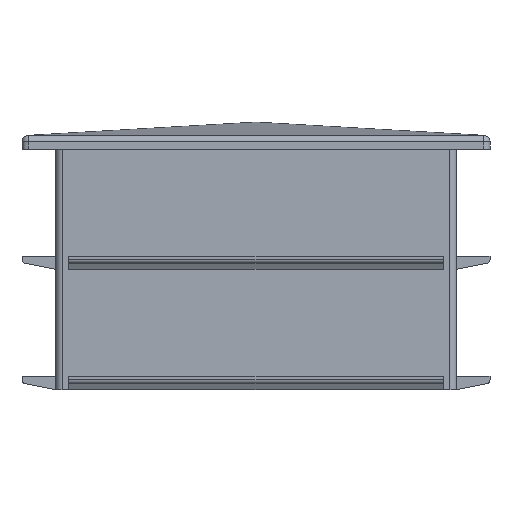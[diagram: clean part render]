
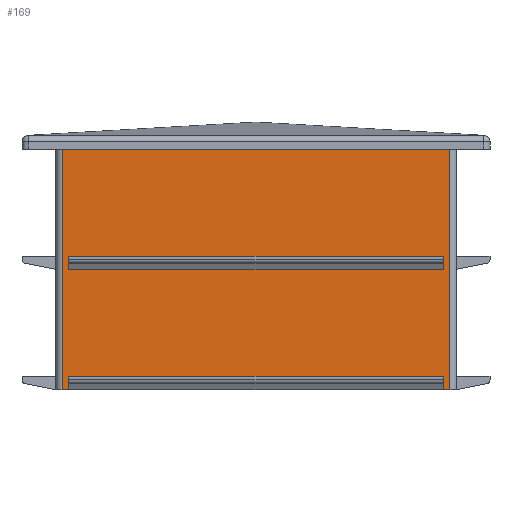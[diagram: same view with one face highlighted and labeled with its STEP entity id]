
A CAD part, front view. The second image highlights one B-rep face of the part: STEP entity #169.
In plain terms, the highlighted planar face has unit normal (0, -1, 0).
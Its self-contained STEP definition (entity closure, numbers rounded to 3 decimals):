
#169 = ADVANCED_FACE( '', ( #386, #387 ), #388, .F. );
#386 = FACE_BOUND( '', #647, .T. );
#387 = FACE_OUTER_BOUND( '', #648, .T. );
#388 = PLANE( '', #649 );
#647 = EDGE_LOOP( '', ( #1105, #1106, #1107, #1108 ) );
#648 = EDGE_LOOP( '', ( #1109, #1110, #1111, #1112, #1113, #1114, #1115, #1116 ) );
#649 = AXIS2_PLACEMENT_3D( '', #1117, #1118, #1119 );
#1105 = ORIENTED_EDGE( '', *, *, #1721, .F. );
#1106 = ORIENTED_EDGE( '', *, *, #1722, .F. );
#1107 = ORIENTED_EDGE( '', *, *, #1640, .T. );
#1108 = ORIENTED_EDGE( '', *, *, #1723, .T. );
#1109 = ORIENTED_EDGE( '', *, *, #1564, .F. );
#1110 = ORIENTED_EDGE( '', *, *, #1724, .F. );
#1111 = ORIENTED_EDGE( '', *, *, #1698, .F. );
#1112 = ORIENTED_EDGE( '', *, *, #1725, .T. );
#1113 = ORIENTED_EDGE( '', *, *, #1671, .T. );
#1114 = ORIENTED_EDGE( '', *, *, #1715, .T. );
#1115 = ORIENTED_EDGE( '', *, *, #1700, .F. );
#1116 = ORIENTED_EDGE( '', *, *, #1555, .T. );
#1117 = CARTESIAN_POINT( '', ( 15., -15., -18. ) );
#1118 = DIRECTION( '', ( 0., 1., 0. ) );
#1119 = DIRECTION( '', ( 0., 0., 1. ) );
#1555 = EDGE_CURVE( '', #1843, #1849, #1851, .T. );
#1564 = EDGE_CURVE( '', #1864, #1849, #1866, .T. );
#1640 = EDGE_CURVE( '', #1994, #1998, #2000, .T. );
#1671 = EDGE_CURVE( '', #2051, #2049, #2052, .T. );
#1698 = EDGE_CURVE( '', #2088, #2090, #2091, .T. );
#1700 = EDGE_CURVE( '', #1843, #2093, #2094, .T. );
#1715 = EDGE_CURVE( '', #2049, #2093, #2113, .F. );
#1721 = EDGE_CURVE( '', #2119, #2120, #2121, .T. );
#1722 = EDGE_CURVE( '', #1994, #2119, #2122, .T. );
#1723 = EDGE_CURVE( '', #1998, #2120, #2123, .T. );
#1724 = EDGE_CURVE( '', #2090, #1864, #2124, .T. );
#1725 = EDGE_CURVE( '', #2088, #2051, #2125, .T. );
#1843 = VERTEX_POINT( '', #2260 );
#1849 = VERTEX_POINT( '', #2268 );
#1851 = LINE( '', #2271, #2272 );
#1864 = VERTEX_POINT( '', #2288 );
#1866 = LINE( '', #2291, #2292 );
#1994 = VERTEX_POINT( '', #2472 );
#1998 = VERTEX_POINT( '', #2478 );
#2000 = LINE( '', #2481, #2482 );
#2049 = VERTEX_POINT( '', #2548 );
#2051 = VERTEX_POINT( '', #2550 );
#2052 = LINE( '', #2551, #2552 );
#2088 = VERTEX_POINT( '', #2599 );
#2090 = VERTEX_POINT( '', #2601 );
#2091 = LINE( '', #2602, #2603 );
#2093 = VERTEX_POINT( '', #2606 );
#2094 = LINE( '', #2607, #2608 );
#2113 = LINE( '', #2632, #2633 );
#2119 = VERTEX_POINT( '', #2642 );
#2120 = VERTEX_POINT( '', #2643 );
#2121 = LINE( '', #2644, #2645 );
#2122 = LINE( '', #2646, #2647 );
#2123 = LINE( '', #2648, #2649 );
#2124 = LINE( '', #2650, #2651 );
#2125 = LINE( '', #2652, #2653 );
#2260 = CARTESIAN_POINT( '', ( -14., -15., -18. ) );
#2268 = CARTESIAN_POINT( '', ( -14., -15., -17. ) );
#2271 = CARTESIAN_POINT( '', ( -14., -15., -18. ) );
#2272 = VECTOR( '', #2832, 1000. );
#2288 = CARTESIAN_POINT( '', ( 14., -15., -17. ) );
#2291 = CARTESIAN_POINT( '', ( 14., -15., -17. ) );
#2292 = VECTOR( '', #2843, 1000. );
#2472 = CARTESIAN_POINT( '', ( 14., -15., -9. ) );
#2478 = CARTESIAN_POINT( '', ( -14., -15., -9. ) );
#2481 = CARTESIAN_POINT( '', ( 14., -15., -9. ) );
#2482 = VECTOR( '', #2923, 1000. );
#2548 = CARTESIAN_POINT( '', ( -14.5, -15., 0. ) );
#2550 = CARTESIAN_POINT( '', ( 14.5, -15., 0. ) );
#2551 = CARTESIAN_POINT( '', ( 15., -15., 0. ) );
#2552 = VECTOR( '', #2962, 1000. );
#2599 = CARTESIAN_POINT( '', ( 14.5, -15., -18. ) );
#2601 = CARTESIAN_POINT( '', ( 14., -15., -18. ) );
#2602 = CARTESIAN_POINT( '', ( 15., -15., -18. ) );
#2603 = VECTOR( '', #3007, 1000. );
#2606 = CARTESIAN_POINT( '', ( -14.5, -15., -18. ) );
#2607 = CARTESIAN_POINT( '', ( 15., -15., -18. ) );
#2608 = VECTOR( '', #3009, 1000. );
#2632 = CARTESIAN_POINT( '', ( -14.5, -15., -18. ) );
#2633 = VECTOR( '', #3030, 1000. );
#2642 = CARTESIAN_POINT( '', ( 14., -15., -8. ) );
#2643 = CARTESIAN_POINT( '', ( -14., -15., -8. ) );
#2644 = CARTESIAN_POINT( '', ( 14., -15., -8. ) );
#2645 = VECTOR( '', #3034, 1000. );
#2646 = CARTESIAN_POINT( '', ( 14., -15., -9. ) );
#2647 = VECTOR( '', #3035, 1000. );
#2648 = CARTESIAN_POINT( '', ( -14., -15., -9. ) );
#2649 = VECTOR( '', #3036, 1000. );
#2650 = CARTESIAN_POINT( '', ( 14., -15., -18. ) );
#2651 = VECTOR( '', #3037, 1000. );
#2652 = CARTESIAN_POINT( '', ( 14.5, -15., -18. ) );
#2653 = VECTOR( '', #3038, 1000. );
#2832 = DIRECTION( '', ( 0., 0., 1. ) );
#2843 = DIRECTION( '', ( -1., 0., 0. ) );
#2923 = DIRECTION( '', ( -1., 0., 0. ) );
#2962 = DIRECTION( '', ( -1., 0., 0. ) );
#3007 = DIRECTION( '', ( -1., 0., 0. ) );
#3009 = DIRECTION( '', ( -1., 0., 0. ) );
#3030 = DIRECTION( '', ( 0., 0., 1. ) );
#3034 = DIRECTION( '', ( -1., 0., 0. ) );
#3035 = DIRECTION( '', ( 0., 0., 1. ) );
#3036 = DIRECTION( '', ( 0., 0., 1. ) );
#3037 = DIRECTION( '', ( 0., 0., 1. ) );
#3038 = DIRECTION( '', ( 0., 0., 1. ) );
